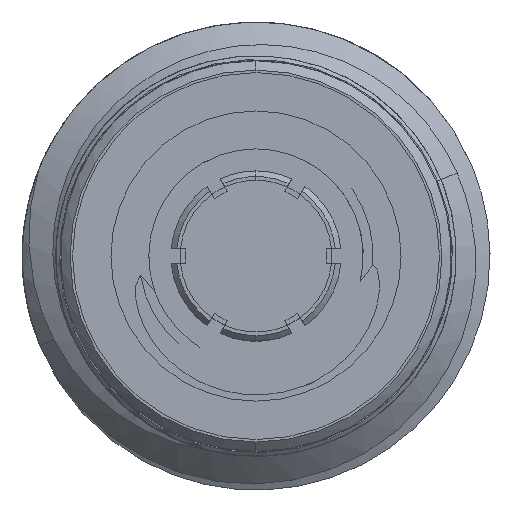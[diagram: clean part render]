
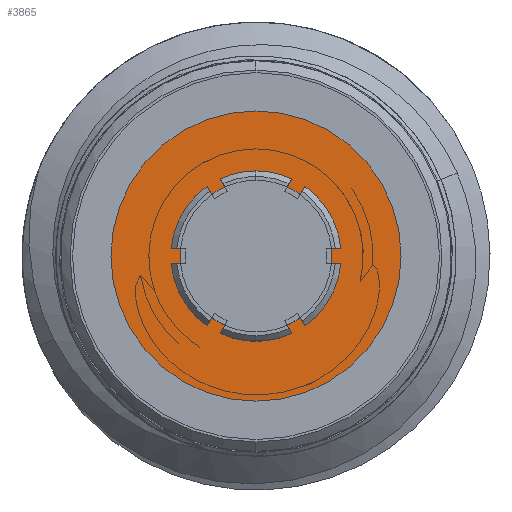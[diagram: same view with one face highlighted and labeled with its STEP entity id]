
A CAD part, left-side view. The second image highlights one B-rep face of the part: STEP entity #3865.
In plain terms, the highlighted face is planar.
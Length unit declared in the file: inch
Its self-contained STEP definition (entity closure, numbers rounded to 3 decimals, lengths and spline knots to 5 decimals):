
#1204 = VERTEX_POINT ( 'NONE', #5667 ) ;
#1372 = DIRECTION ( 'NONE',  ( 0., 0., -1. ) ) ;
#2033 = AXIS2_PLACEMENT_3D ( 'NONE', #4798, #7749, #3584 ) ;
#2048 = DIRECTION ( 'NONE',  ( 1., 0., 0. ) ) ;
#2097 = EDGE_CURVE ( 'NONE', #2665, #6793, #3174, .T. ) ;
#2100 = DIRECTION ( 'NONE',  ( 0., 0., 1. ) ) ;
#2139 = CARTESIAN_POINT ( 'NONE',  ( 0.0405, 0., -0.087 ) ) ;
#2665 = VERTEX_POINT ( 'NONE', #5962 ) ;
#2884 = AXIS2_PLACEMENT_3D ( 'NONE', #2922, #2100, #2048 ) ;
#2922 = CARTESIAN_POINT ( 'NONE',  ( 0., 0., -0.087 ) ) ;
#3174 = CIRCLE ( 'NONE', #8409, 0.0405 ) ;
#3228 = DIRECTION ( 'NONE',  ( 0., 0., 1. ) ) ;
#3498 = CIRCLE ( 'NONE', #2884, 0.0775 ) ;
#3584 = DIRECTION ( 'NONE',  ( 1., 0., 0. ) ) ;
#3698 = VERTEX_POINT ( 'NONE', #6308 ) ;
#3712 = ORIENTED_EDGE ( 'NONE', *, *, #5697, .F. ) ;
#3850 = EDGE_CURVE ( 'NONE', #1204, #3698, #3498, .T. ) ;
#3865 = ADVANCED_FACE ( 'NONE', ( #5820, #7225 ), #9398, .F. ) ;
#3998 = DIRECTION ( 'NONE',  ( 1., 0., 0. ) ) ;
#4042 = CIRCLE ( 'NONE', #2033, 0.0405 ) ;
#4764 = CARTESIAN_POINT ( 'NONE',  ( 0., 0., -0.087 ) ) ;
#4798 = CARTESIAN_POINT ( 'NONE',  ( 0., 0., -0.087 ) ) ;
#4806 = DIRECTION ( 'NONE',  ( 0., 0., 1. ) ) ;
#4885 = EDGE_LOOP ( 'NONE', ( #5680, #3712 ) ) ;
#5042 = CARTESIAN_POINT ( 'NONE',  ( 0., 0.07173, -0.087 ) ) ;
#5156 = AXIS2_PLACEMENT_3D ( 'NONE', #6215, #3228, #3998 ) ;
#5363 = ORIENTED_EDGE ( 'NONE', *, *, #3850, .T. ) ;
#5667 = CARTESIAN_POINT ( 'NONE',  ( 0.0775, 0., -0.087 ) ) ;
#5680 = ORIENTED_EDGE ( 'NONE', *, *, #2097, .F. ) ;
#5697 = EDGE_CURVE ( 'NONE', #6793, #2665, #4042, .T. ) ;
#5820 = FACE_BOUND ( 'NONE', #4885, .T. ) ;
#5962 = CARTESIAN_POINT ( 'NONE',  ( -0.0405, 0., -0.087 ) ) ;
#6144 = ORIENTED_EDGE ( 'NONE', *, *, #9001, .T. ) ;
#6215 = CARTESIAN_POINT ( 'NONE',  ( 0., 0., -0.087 ) ) ;
#6308 = CARTESIAN_POINT ( 'NONE',  ( -0.0775, 0., -0.087 ) ) ;
#6793 = VERTEX_POINT ( 'NONE', #2139 ) ;
#7017 = CIRCLE ( 'NONE', #5156, 0.0775 ) ;
#7225 = FACE_OUTER_BOUND ( 'NONE', #9183, .T. ) ;
#7749 = DIRECTION ( 'NONE',  ( 0., 0., 1. ) ) ;
#7947 = DIRECTION ( 'NONE',  ( -1., 0., 0. ) ) ;
#8282 = AXIS2_PLACEMENT_3D ( 'NONE', #5042, #1372, #7947 ) ;
#8383 = DIRECTION ( 'NONE',  ( 1., 0., 0. ) ) ;
#8409 = AXIS2_PLACEMENT_3D ( 'NONE', #4764, #4806, #8383 ) ;
#9001 = EDGE_CURVE ( 'NONE', #3698, #1204, #7017, .T. ) ;
#9183 = EDGE_LOOP ( 'NONE', ( #5363, #6144 ) ) ;
#9398 = PLANE ( 'NONE',  #8282 ) ;
